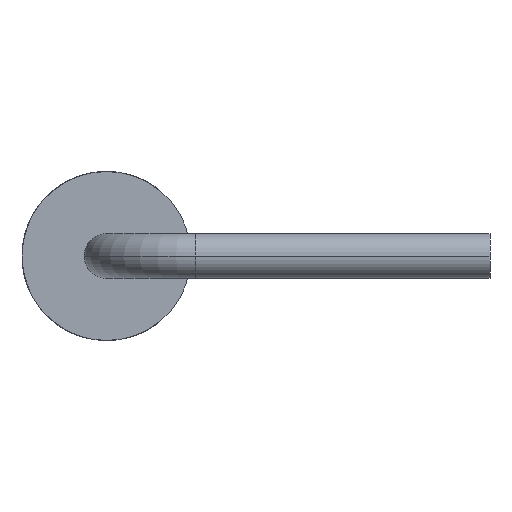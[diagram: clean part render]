
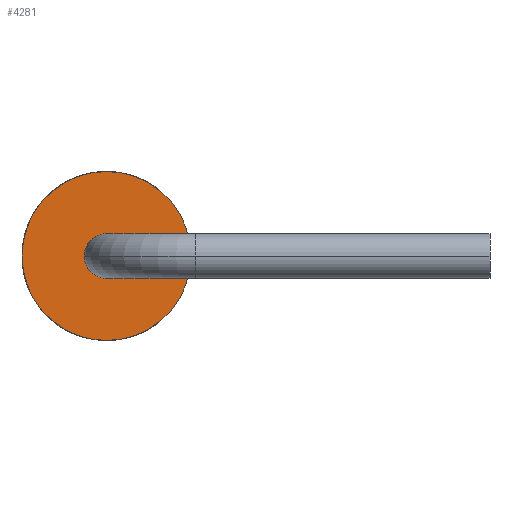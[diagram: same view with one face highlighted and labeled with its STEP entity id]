
A CAD part, left-side view. The second image highlights one B-rep face of the part: STEP entity #4281.
In plain terms, the highlighted planar face has unit normal (-1, 0, 0).
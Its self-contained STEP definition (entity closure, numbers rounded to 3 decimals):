
#124 = CARTESIAN_POINT ( 'NONE',  ( 3.6, 3.3, 0. ) ) ;
#162 = DIRECTION ( 'NONE',  ( 0., 0., -1. ) ) ;
#169 = EDGE_CURVE ( 'NONE', #400, #1272, #1765, .T. ) ;
#341 = DIRECTION ( 'NONE',  ( 1., 0., 0. ) ) ;
#390 = AXIS2_PLACEMENT_3D ( 'NONE', #2386, #1961, #162 ) ;
#400 = VERTEX_POINT ( 'NONE', #1113 ) ;
#419 = EDGE_LOOP ( 'NONE', ( #4543, #1104 ) ) ;
#430 = CARTESIAN_POINT ( 'NONE',  ( 3.6, 3.3, -1.3 ) ) ;
#437 = FACE_BOUND ( 'NONE', #419, .T. ) ;
#577 = EDGE_CURVE ( 'NONE', #1272, #400, #3042, .T. ) ;
#692 = CARTESIAN_POINT ( 'NONE',  ( 3.6, 3.3, 0. ) ) ;
#944 = CARTESIAN_POINT ( 'NONE',  ( 3.6, 3.3, 0. ) ) ;
#967 = DIRECTION ( 'NONE',  ( -1., 0., 0. ) ) ;
#1085 = EDGE_LOOP ( 'NONE', ( #3022, #4519 ) ) ;
#1104 = ORIENTED_EDGE ( 'NONE', *, *, #169, .F. ) ;
#1113 = CARTESIAN_POINT ( 'NONE',  ( 3.6, 3.643, 0. ) ) ;
#1267 = CIRCLE ( 'NONE', #1730, 1.3 ) ;
#1272 = VERTEX_POINT ( 'NONE', #2885 ) ;
#1585 = DIRECTION ( 'NONE',  ( 1., 0., 0. ) ) ;
#1695 = AXIS2_PLACEMENT_3D ( 'NONE', #1926, #3463, #3082 ) ;
#1730 = AXIS2_PLACEMENT_3D ( 'NONE', #692, #341, #2117 ) ;
#1765 = CIRCLE ( 'NONE', #3339, 0.343 ) ;
#1926 = CARTESIAN_POINT ( 'NONE',  ( 3.6, 3.3, 0. ) ) ;
#1961 = DIRECTION ( 'NONE',  ( 1., 0., 0. ) ) ;
#2117 = DIRECTION ( 'NONE',  ( 0., 0., -1. ) ) ;
#2183 = VERTEX_POINT ( 'NONE', #430 ) ;
#2266 = FACE_OUTER_BOUND ( 'NONE', #1085, .T. ) ;
#2316 = VERTEX_POINT ( 'NONE', #2942 ) ;
#2386 = CARTESIAN_POINT ( 'NONE',  ( 3.6, 3.3, 0. ) ) ;
#2885 = CARTESIAN_POINT ( 'NONE',  ( 3.6, 2.957, 0. ) ) ;
#2910 = EDGE_CURVE ( 'NONE', #2316, #2183, #3605, .T. ) ;
#2942 = CARTESIAN_POINT ( 'NONE',  ( 3.6, 3.3, 1.3 ) ) ;
#3022 = ORIENTED_EDGE ( 'NONE', *, *, #2910, .F. ) ;
#3042 = CIRCLE ( 'NONE', #1695, 0.343 ) ;
#3082 = DIRECTION ( 'NONE',  ( 0., 0., -1. ) ) ;
#3154 = AXIS2_PLACEMENT_3D ( 'NONE', #124, #1585, #4441 ) ;
#3339 = AXIS2_PLACEMENT_3D ( 'NONE', #944, #967, #3394 ) ;
#3383 = EDGE_CURVE ( 'NONE', #2183, #2316, #1267, .T. ) ;
#3394 = DIRECTION ( 'NONE',  ( 0., 0., -1. ) ) ;
#3463 = DIRECTION ( 'NONE',  ( -1., 0., 0. ) ) ;
#3605 = CIRCLE ( 'NONE', #3154, 1.3 ) ;
#3706 = PLANE ( 'NONE',  #390 ) ;
#4281 = ADVANCED_FACE ( 'NONE', ( #437, #2266 ), #3706, .F. ) ;
#4441 = DIRECTION ( 'NONE',  ( 0., 0., -1. ) ) ;
#4519 = ORIENTED_EDGE ( 'NONE', *, *, #3383, .F. ) ;
#4543 = ORIENTED_EDGE ( 'NONE', *, *, #577, .F. ) ;
